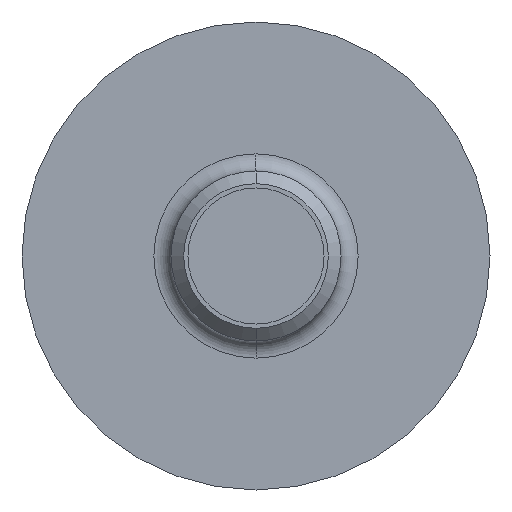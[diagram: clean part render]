
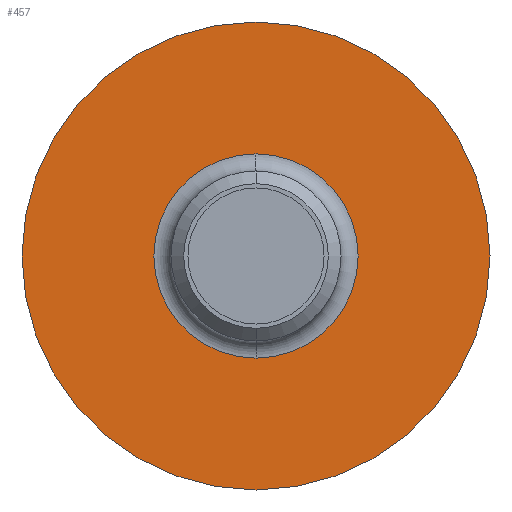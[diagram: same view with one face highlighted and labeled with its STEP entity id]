
A CAD part, front view. The second image highlights one B-rep face of the part: STEP entity #457.
In plain terms, the highlighted planar face has unit normal (0, -1, 0).
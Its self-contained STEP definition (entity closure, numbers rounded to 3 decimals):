
#134=CARTESIAN_POINT('',(0.,7.5,0.));
#135=DIRECTION('',(0.,1.,0.));
#136=DIRECTION('',(0.,0.,1.));
#137=AXIS2_PLACEMENT_3D('',#134,#135,#136);
#139=CARTESIAN_POINT('',(0.,7.5,0.));
#140=DIRECTION('',(0.,-1.,0.));
#141=DIRECTION('',(0.,0.,1.));
#142=AXIS2_PLACEMENT_3D('',#139,#140,#141);
#144=CARTESIAN_POINT('',(0.,7.5,0.));
#145=DIRECTION('',(0.,1.,0.));
#146=DIRECTION('',(0.,0.,-1.));
#147=AXIS2_PLACEMENT_3D('',#144,#145,#146);
#149=CARTESIAN_POINT('',(0.,7.5,0.));
#150=DIRECTION('',(0.,1.,0.));
#151=DIRECTION('',(0.,0.,1.));
#152=AXIS2_PLACEMENT_3D('',#149,#150,#151);
#215=CARTESIAN_POINT('',(0.,7.5,2.75));
#217=VERTEX_POINT('',#215);
#219=CARTESIAN_POINT('',(0.,7.5,-2.75));
#221=VERTEX_POINT('',#219);
#266=CARTESIAN_POINT('',(0.,7.5,-1.2));
#267=CARTESIAN_POINT('',(0.,7.5,1.2));
#268=VERTEX_POINT('',#266);
#269=VERTEX_POINT('',#267);
#442=CARTESIAN_POINT('',(0.,7.5,0.));
#443=DIRECTION('',(0.,1.,0.));
#444=DIRECTION('',(0.,0.,-1.));
#445=AXIS2_PLACEMENT_3D('',#442,#443,#444);
#446=PLANE('',#445);
#447=ORIENTED_EDGE('',*,*,#437,.T.);
#448=ORIENTED_EDGE('',*,*,#421,.F.);
#449=EDGE_LOOP('',(#447,#448));
#450=FACE_OUTER_BOUND('',#449,.F.);
#452=ORIENTED_EDGE('',*,*,#451,.F.);
#454=ORIENTED_EDGE('',*,*,#453,.F.);
#455=EDGE_LOOP('',(#452,#454));
#456=FACE_BOUND('',#455,.F.);
#457=ADVANCED_FACE('',(#450,#456),#446,.F.);
#138=CIRCLE('',#137,2.75);
#143=CIRCLE('',#142,2.75);
#148=CIRCLE('',#147,1.2);
#153=CIRCLE('',#152,1.2);
#421=EDGE_CURVE('',#217,#221,#143,.T.);
#437=EDGE_CURVE('',#217,#221,#138,.T.);
#451=EDGE_CURVE('',#268,#269,#148,.T.);
#453=EDGE_CURVE('',#269,#268,#153,.T.);
